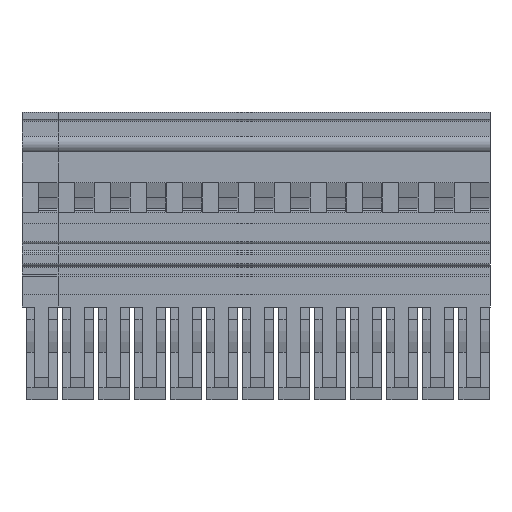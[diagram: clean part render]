
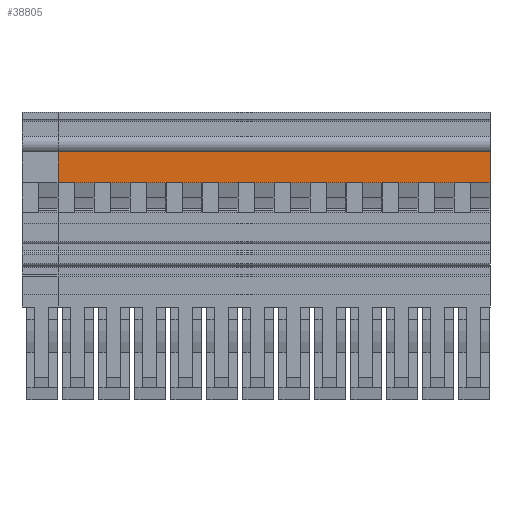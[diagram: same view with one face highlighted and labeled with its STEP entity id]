
A CAD part, front view. The second image highlights one B-rep face of the part: STEP entity #38805.
In plain terms, the highlighted planar face has unit normal (0, -1, 0).
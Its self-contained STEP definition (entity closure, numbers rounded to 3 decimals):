
#38585=AXIS2_PLACEMENT_3D('Plane Axis2P3D',#38582,#38583,#38584) ;
#7376=CARTESIAN_POINT('Vertex',(66.3,0.6,35.155)) ;
#7379=CARTESIAN_POINT('Line Origine',(66.3,0.6,32.963)) ;
#7383=CARTESIAN_POINT('Vertex',(66.3,0.6,30.772)) ;
#38582=CARTESIAN_POINT('Axis2P3D Location',(-15.4,0.6,14.7)) ;
#38702=CARTESIAN_POINT('Vertex',(5.1,0.6,30.772)) ;
#38705=CARTESIAN_POINT('Line Origine',(35.7,0.6,30.772)) ;
#38787=CARTESIAN_POINT('Line Origine',(5.1,0.6,32.963)) ;
#38791=CARTESIAN_POINT('Vertex',(5.1,0.6,35.155)) ;
#38794=CARTESIAN_POINT('Line Origine',(35.7,0.6,35.155)) ;
#7380=DIRECTION('Vector Direction',(0.,0.,1.)) ;
#38583=DIRECTION('Axis2P3D Direction',(0.,1.,0.)) ;
#38584=DIRECTION('Axis2P3D XDirection',(0.,0.,1.)) ;
#38706=DIRECTION('Vector Direction',(-1.,0.,0.)) ;
#38788=DIRECTION('Vector Direction',(0.,0.,1.)) ;
#38795=DIRECTION('Vector Direction',(1.,0.,0.)) ;
#7381=VECTOR('Line Direction',#7380,1.) ;
#38707=VECTOR('Line Direction',#38706,1.) ;
#38789=VECTOR('Line Direction',#38788,1.) ;
#38796=VECTOR('Line Direction',#38795,1.) ;
#38800=ORIENTED_EDGE('',*,*,#38793,.F.) ;
#38801=ORIENTED_EDGE('',*,*,#38709,.F.) ;
#38802=ORIENTED_EDGE('',*,*,#7385,.F.) ;
#38803=ORIENTED_EDGE('',*,*,#38798,.F.) ;
#38805=ADVANCED_FACE('V2',(#38804),#38586,.F.) ;
#7385=EDGE_CURVE('',#7377,#7384,#7382,.F.) ;
#38709=EDGE_CURVE('',#7384,#38703,#38708,.T.) ;
#38793=EDGE_CURVE('',#38703,#38792,#38790,.T.) ;
#38798=EDGE_CURVE('',#38792,#7377,#38797,.T.) ;
#38799=EDGE_LOOP('',(#38800,#38801,#38802,#38803)) ;
#38804=FACE_OUTER_BOUND('',#38799,.T.) ;
#7382=LINE('Line',#7379,#7381) ;
#38708=LINE('Line',#38705,#38707) ;
#38790=LINE('Line',#38787,#38789) ;
#38797=LINE('Line',#38794,#38796) ;
#38586=PLANE('',#38585) ;
#7377=VERTEX_POINT('',#7376) ;
#7384=VERTEX_POINT('',#7383) ;
#38703=VERTEX_POINT('',#38702) ;
#38792=VERTEX_POINT('',#38791) ;
